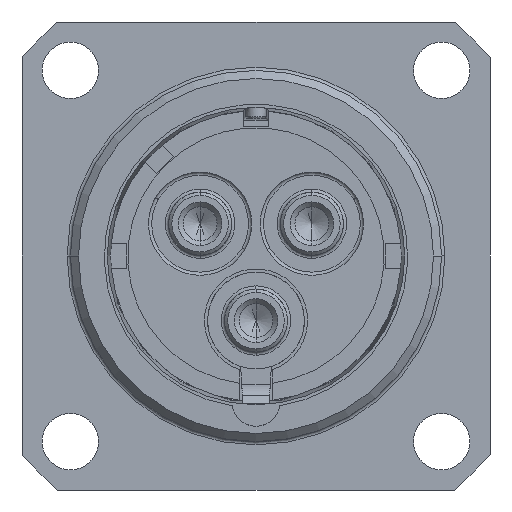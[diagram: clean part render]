
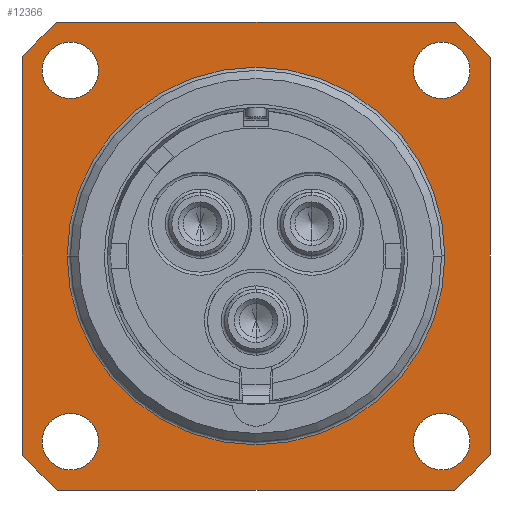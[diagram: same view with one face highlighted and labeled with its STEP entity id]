
A CAD part, left-side view. The second image highlights one B-rep face of the part: STEP entity #12366.
In plain terms, the highlighted planar face has unit normal (-1, 0, 0).
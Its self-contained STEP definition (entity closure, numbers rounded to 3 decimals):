
#60=CARTESIAN_POINT('',(10.6,14.5,-14.5));
#61=DIRECTION('',(1.,0.,0.));
#62=DIRECTION('',(0.,1.,0.));
#63=AXIS2_PLACEMENT_3D('',#60,#61,#62);
#75=CARTESIAN_POINT('',(10.6,14.5,-14.5));
#76=DIRECTION('',(1.,0.,0.));
#77=DIRECTION('',(0.,-1.,0.));
#78=AXIS2_PLACEMENT_3D('',#75,#76,#77);
#526=CARTESIAN_POINT('',(10.6,14.5,-14.5));
#527=DIRECTION('',(-1.,0.,0.));
#528=DIRECTION('',(0.,0.763,-0.646));
#529=AXIS2_PLACEMENT_3D('',#526,#527,#528);
#531=DIRECTION('',(0.,0.,-1.));
#532=VECTOR('',#531,24.556);
#533=CARTESIAN_POINT('',(10.6,29.,-2.222));
#534=LINE('728',#533,#532);
#535=CARTESIAN_POINT('',(10.6,14.5,-14.5));
#536=DIRECTION('',(-1.,0.,0.));
#537=DIRECTION('',(0.,0.646,0.763));
#538=AXIS2_PLACEMENT_3D('',#535,#536,#537);
#540=DIRECTION('',(0.,1.,0.));
#541=VECTOR('',#540,24.556);
#542=CARTESIAN_POINT('',(10.6,2.222,0.));
#543=LINE('727',#542,#541);
#544=CARTESIAN_POINT('',(10.6,14.5,-14.5));
#545=DIRECTION('',(-1.,0.,0.));
#546=DIRECTION('',(0.,-0.763,0.646));
#547=AXIS2_PLACEMENT_3D('',#544,#545,#546);
#549=DIRECTION('',(0.,0.,1.));
#550=VECTOR('',#549,24.556);
#551=CARTESIAN_POINT('',(10.6,0.,-26.778));
#552=LINE('726',#551,#550);
#553=CARTESIAN_POINT('',(10.6,14.5,-14.5));
#554=DIRECTION('',(-1.,0.,0.));
#555=DIRECTION('',(0.,-0.646,-0.763));
#556=AXIS2_PLACEMENT_3D('',#553,#554,#555);
#558=DIRECTION('',(0.,-1.,0.));
#559=VECTOR('',#558,24.556);
#560=CARTESIAN_POINT('',(10.6,26.778,-29.));
#561=LINE('725',#560,#559);
#562=CARTESIAN_POINT('',(10.6,26.,-3.));
#563=DIRECTION('',(1.,0.,0.));
#564=DIRECTION('',(0.,1.,0.));
#565=AXIS2_PLACEMENT_3D('',#562,#563,#564);
#567=CARTESIAN_POINT('',(10.6,26.,-3.));
#568=DIRECTION('',(1.,0.,0.));
#569=DIRECTION('',(0.,-1.,0.));
#570=AXIS2_PLACEMENT_3D('',#567,#568,#569);
#572=CARTESIAN_POINT('',(10.6,3.,-3.));
#573=DIRECTION('',(1.,0.,0.));
#574=DIRECTION('',(0.,1.,0.));
#575=AXIS2_PLACEMENT_3D('',#572,#573,#574);
#577=CARTESIAN_POINT('',(10.6,3.,-3.));
#578=DIRECTION('',(1.,0.,0.));
#579=DIRECTION('',(0.,-1.,0.));
#580=AXIS2_PLACEMENT_3D('',#577,#578,#579);
#582=CARTESIAN_POINT('',(10.6,3.,-26.));
#583=DIRECTION('',(1.,0.,0.));
#584=DIRECTION('',(0.,1.,0.));
#585=AXIS2_PLACEMENT_3D('',#582,#583,#584);
#587=CARTESIAN_POINT('',(10.6,3.,-26.));
#588=DIRECTION('',(1.,0.,0.));
#589=DIRECTION('',(0.,-1.,0.));
#590=AXIS2_PLACEMENT_3D('',#587,#588,#589);
#592=CARTESIAN_POINT('',(10.6,26.,-26.));
#593=DIRECTION('',(1.,0.,0.));
#594=DIRECTION('',(0.,1.,0.));
#595=AXIS2_PLACEMENT_3D('',#592,#593,#594);
#597=CARTESIAN_POINT('',(10.6,26.,-26.));
#598=DIRECTION('',(1.,0.,0.));
#599=DIRECTION('',(0.,-1.,0.));
#600=AXIS2_PLACEMENT_3D('',#597,#598,#599);
#9787=CARTESIAN_POINT('',(10.6,26.778,-29.));
#9788=CARTESIAN_POINT('',(10.6,2.222,-29.));
#9789=VERTEX_POINT('',#9787);
#9790=VERTEX_POINT('',#9788);
#9791=CARTESIAN_POINT('',(10.6,0.,-26.778));
#9792=CARTESIAN_POINT('',(10.6,0.,-2.222));
#9793=VERTEX_POINT('',#9791);
#9794=VERTEX_POINT('',#9792);
#9795=CARTESIAN_POINT('',(10.6,2.222,0.));
#9796=CARTESIAN_POINT('',(10.6,26.778,0.));
#9797=VERTEX_POINT('',#9795);
#9798=VERTEX_POINT('',#9796);
#9799=CARTESIAN_POINT('',(10.6,29.,-2.222));
#9800=CARTESIAN_POINT('',(10.6,29.,-26.778));
#9801=VERTEX_POINT('',#9799);
#9802=VERTEX_POINT('',#9800);
#9819=CARTESIAN_POINT('',(10.6,27.75,-3.));
#9820=CARTESIAN_POINT('',(10.6,24.25,-3.));
#9821=VERTEX_POINT('',#9819);
#9822=VERTEX_POINT('',#9820);
#9823=CARTESIAN_POINT('',(10.6,4.75,-3.));
#9824=CARTESIAN_POINT('',(10.6,1.25,-3.));
#9825=VERTEX_POINT('',#9823);
#9826=VERTEX_POINT('',#9824);
#9827=CARTESIAN_POINT('',(10.6,4.75,-26.));
#9828=CARTESIAN_POINT('',(10.6,1.25,-26.));
#9829=VERTEX_POINT('',#9827);
#9830=VERTEX_POINT('',#9828);
#9831=CARTESIAN_POINT('',(10.6,27.75,-26.));
#9832=CARTESIAN_POINT('',(10.6,24.25,-26.));
#9833=VERTEX_POINT('',#9831);
#9834=VERTEX_POINT('',#9832);
#9879=CARTESIAN_POINT('',(10.6,2.8,-14.5));
#9880=CARTESIAN_POINT('',(10.6,26.2,-14.5));
#9881=VERTEX_POINT('',#9879);
#9882=VERTEX_POINT('',#9880);
#12315=CARTESIAN_POINT('',(10.6,14.5,-14.5));
#12316=DIRECTION('',(-1.,0.,0.));
#12317=DIRECTION('',(0.,0.,1.));
#12318=AXIS2_PLACEMENT_3D('',#12315,#12316,#12317);
#12319=PLANE('98',#12318);
#12321=ORIENTED_EDGE('800',*,*,#12320,.F.);
#12323=ORIENTED_EDGE('728',*,*,#12322,.F.);
#12325=ORIENTED_EDGE('803',*,*,#12324,.F.);
#12327=ORIENTED_EDGE('727',*,*,#12326,.F.);
#12329=ORIENTED_EDGE('802',*,*,#12328,.F.);
#12331=ORIENTED_EDGE('726',*,*,#12330,.F.);
#12333=ORIENTED_EDGE('801',*,*,#12332,.F.);
#12335=ORIENTED_EDGE('725',*,*,#12334,.F.);
#12336=EDGE_LOOP('98',(#12321,#12323,#12325,#12327,#12329,#12331,#12333,
#12335));
#12337=FACE_OUTER_BOUND('98',#12336,.F.);
#12339=ORIENTED_EDGE('737',*,*,#12338,.F.);
#12341=ORIENTED_EDGE('738',*,*,#12340,.F.);
#12342=EDGE_LOOP('98',(#12339,#12341));
#12343=FACE_BOUND('98',#12342,.F.);
#12345=ORIENTED_EDGE('739',*,*,#12344,.F.);
#12347=ORIENTED_EDGE('740',*,*,#12346,.F.);
#12348=EDGE_LOOP('98',(#12345,#12347));
#12349=FACE_BOUND('98',#12348,.F.);
#12351=ORIENTED_EDGE('741',*,*,#12350,.F.);
#12353=ORIENTED_EDGE('742',*,*,#12352,.F.);
#12354=EDGE_LOOP('98',(#12351,#12353));
#12355=FACE_BOUND('98',#12354,.F.);
#12357=ORIENTED_EDGE('743',*,*,#12356,.F.);
#12359=ORIENTED_EDGE('744',*,*,#12358,.F.);
#12360=EDGE_LOOP('98',(#12357,#12359));
#12361=FACE_BOUND('98',#12360,.F.);
#12362=ORIENTED_EDGE('772',*,*,#11767,.F.);
#12363=ORIENTED_EDGE('774',*,*,#11752,.F.);
#12364=EDGE_LOOP('98',(#12362,#12363));
#12365=FACE_BOUND('98',#12364,.F.);
#64=CIRCLE('774',#63,11.7);
#79=CIRCLE('772',#78,11.7);
#530=CIRCLE('800',#529,19.);
#539=CIRCLE('803',#538,19.);
#548=CIRCLE('802',#547,19.);
#557=CIRCLE('801',#556,19.);
#566=CIRCLE('737',#565,1.75);
#571=CIRCLE('738',#570,1.75);
#576=CIRCLE('739',#575,1.75);
#581=CIRCLE('740',#580,1.75);
#586=CIRCLE('741',#585,1.75);
#591=CIRCLE('742',#590,1.75);
#596=CIRCLE('743',#595,1.75);
#601=CIRCLE('744',#600,1.75);
#11752=EDGE_CURVE('774',#9882,#9881,#64,.T.);
#11767=EDGE_CURVE('772',#9881,#9882,#79,.T.);
#12320=EDGE_CURVE('800',#9802,#9789,#530,.T.);
#12322=EDGE_CURVE('728',#9801,#9802,#534,.T.);
#12324=EDGE_CURVE('803',#9798,#9801,#539,.T.);
#12326=EDGE_CURVE('727',#9797,#9798,#543,.T.);
#12328=EDGE_CURVE('802',#9794,#9797,#548,.T.);
#12330=EDGE_CURVE('726',#9793,#9794,#552,.T.);
#12332=EDGE_CURVE('801',#9790,#9793,#557,.T.);
#12334=EDGE_CURVE('725',#9789,#9790,#561,.T.);
#12338=EDGE_CURVE('737',#9821,#9822,#566,.T.);
#12340=EDGE_CURVE('738',#9822,#9821,#571,.T.);
#12344=EDGE_CURVE('739',#9825,#9826,#576,.T.);
#12346=EDGE_CURVE('740',#9826,#9825,#581,.T.);
#12350=EDGE_CURVE('741',#9829,#9830,#586,.T.);
#12352=EDGE_CURVE('742',#9830,#9829,#591,.T.);
#12356=EDGE_CURVE('743',#9833,#9834,#596,.T.);
#12358=EDGE_CURVE('744',#9834,#9833,#601,.T.);
#12366=ADVANCED_FACE('98',(#12337,#12343,#12349,#12355,#12361,#12365),#12319,
.T.);
